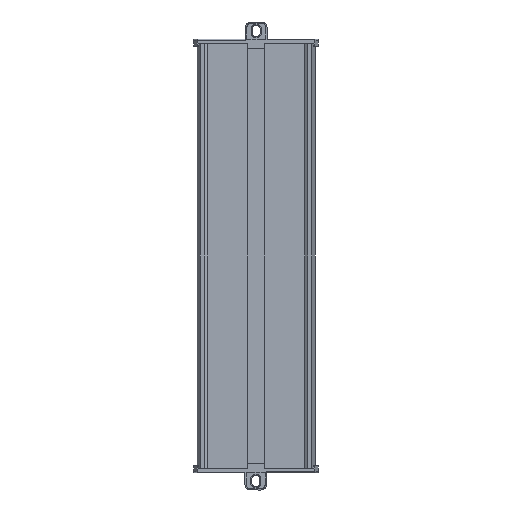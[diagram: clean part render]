
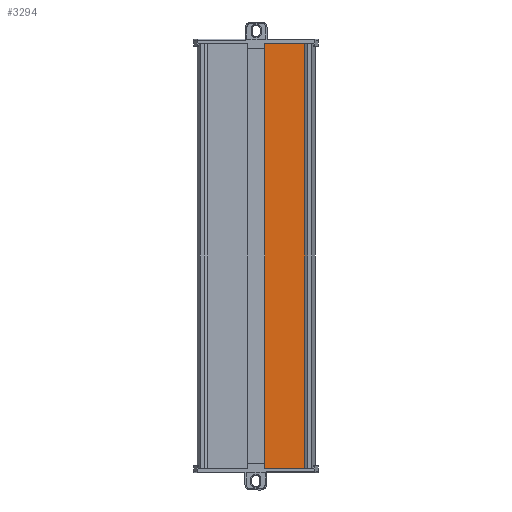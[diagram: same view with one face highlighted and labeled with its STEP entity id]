
A CAD part, front view. The second image highlights one B-rep face of the part: STEP entity #3294.
In plain terms, the highlighted planar face has unit normal (0, -1, 0).
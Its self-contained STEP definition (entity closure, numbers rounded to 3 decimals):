
#539 = EDGE_CURVE ( 'NONE', #9723, #7687, #6973, .T. ) ;
#1002 = ORIENTED_EDGE ( 'NONE', *, *, #539, .T. ) ;
#1189 = VECTOR ( 'NONE', #10064, 1000. ) ;
#1743 = CARTESIAN_POINT ( 'NONE',  ( 6.025, -1.653, 0. ) ) ;
#1825 = FACE_OUTER_BOUND ( 'NONE', #12472, .T. ) ;
#1858 = AXIS2_PLACEMENT_3D ( 'NONE', #4148, #9996, #11139 ) ;
#2018 = ORIENTED_EDGE ( 'NONE', *, *, #5544, .F. ) ;
#2080 = ORIENTED_EDGE ( 'NONE', *, *, #2932, .T. ) ;
#2731 = VECTOR ( 'NONE', #9073, 1000. ) ;
#2932 = EDGE_CURVE ( 'NONE', #10498, #9723, #6524, .T. ) ;
#3258 = CARTESIAN_POINT ( 'NONE',  ( 34.109, -1.653, 0. ) ) ;
#3294 = ADVANCED_FACE ( 'NONE', ( #1825 ), #5102, .T. ) ;
#4148 = CARTESIAN_POINT ( 'NONE',  ( 6.025, -1.653, -300. ) ) ;
#5102 = PLANE ( 'NONE',  #1858 ) ;
#5544 = EDGE_CURVE ( 'NONE', #10498, #12700, #11271, .T. ) ;
#6112 = CARTESIAN_POINT ( 'NONE',  ( 6.025, -1.653, -300. ) ) ;
#6512 = VECTOR ( 'NONE', #10386, 1000. ) ;
#6524 = LINE ( 'NONE', #6112, #1189 ) ;
#6973 = LINE ( 'NONE', #8518, #6512 ) ;
#7687 = VERTEX_POINT ( 'NONE', #3258 ) ;
#8152 = CARTESIAN_POINT ( 'NONE',  ( 6.025, -1.653, 0. ) ) ;
#8464 = CARTESIAN_POINT ( 'NONE',  ( 34.109, -1.653, -300. ) ) ;
#8518 = CARTESIAN_POINT ( 'NONE',  ( 34.109, -1.653, -300. ) ) ;
#8546 = EDGE_CURVE ( 'NONE', #12700, #7687, #12435, .T. ) ;
#9065 = VECTOR ( 'NONE', #12284, 1000. ) ;
#9073 = DIRECTION ( 'NONE',  ( 1., 0., 0. ) ) ;
#9723 = VERTEX_POINT ( 'NONE', #8464 ) ;
#9996 = DIRECTION ( 'NONE',  ( 0., -1., 0. ) ) ;
#10064 = DIRECTION ( 'NONE',  ( 1., 0., 0. ) ) ;
#10386 = DIRECTION ( 'NONE',  ( 0., 0., 1. ) ) ;
#10498 = VERTEX_POINT ( 'NONE', #12311 ) ;
#11033 = ORIENTED_EDGE ( 'NONE', *, *, #8546, .F. ) ;
#11139 = DIRECTION ( 'NONE',  ( 0., 0., -1. ) ) ;
#11267 = CARTESIAN_POINT ( 'NONE',  ( 6.025, -1.653, -300. ) ) ;
#11271 = LINE ( 'NONE', #11267, #9065 ) ;
#12284 = DIRECTION ( 'NONE',  ( 0., 0., 1. ) ) ;
#12311 = CARTESIAN_POINT ( 'NONE',  ( 6.025, -1.653, -300. ) ) ;
#12435 = LINE ( 'NONE', #8152, #2731 ) ;
#12472 = EDGE_LOOP ( 'NONE', ( #11033, #2018, #2080, #1002 ) ) ;
#12700 = VERTEX_POINT ( 'NONE', #1743 ) ;
